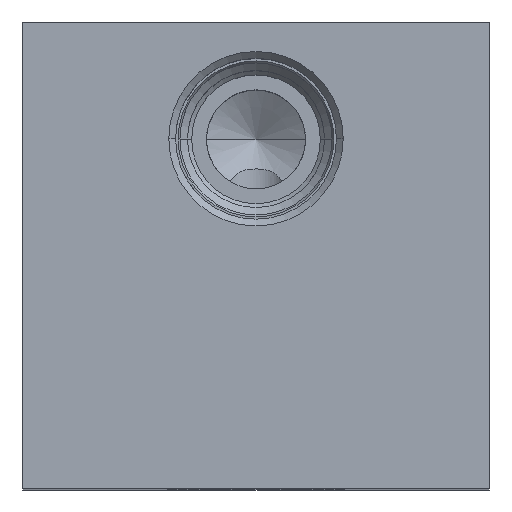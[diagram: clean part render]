
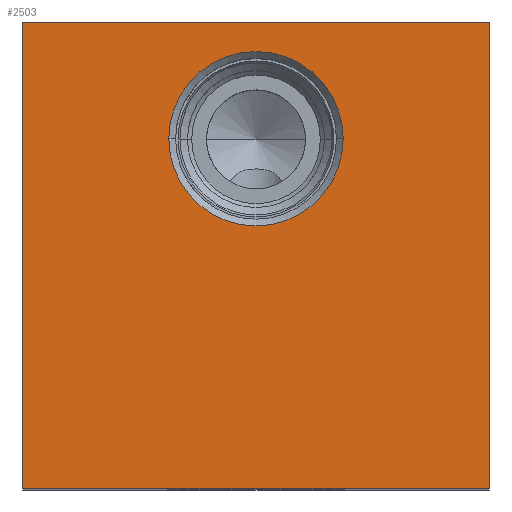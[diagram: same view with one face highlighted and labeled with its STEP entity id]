
A CAD part, top view. The second image highlights one B-rep face of the part: STEP entity #2503.
In plain terms, the highlighted planar face has unit normal (0, 0, 1).
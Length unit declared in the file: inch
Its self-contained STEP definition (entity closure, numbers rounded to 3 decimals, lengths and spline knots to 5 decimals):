
#113=DIRECTION('',(0.,-1.,0.));
#114=VECTOR('',#113,2.5);
#115=CARTESIAN_POINT('',(0.,0.,3.375));
#116=LINE('',#115,#114);
#117=DIRECTION('',(-1.,0.,0.));
#118=VECTOR('',#117,2.5);
#119=CARTESIAN_POINT('',(2.5,0.,3.375));
#120=LINE('',#119,#118);
#121=DIRECTION('',(0.,1.,0.));
#122=VECTOR('',#121,2.5);
#123=CARTESIAN_POINT('',(2.5,-2.5,3.375));
#124=LINE('',#123,#122);
#125=DIRECTION('',(1.,0.,0.));
#126=VECTOR('',#125,2.5);
#127=CARTESIAN_POINT('',(0.,-2.5,3.375));
#128=LINE('',#127,#126);
#129=CARTESIAN_POINT('',(1.25,-0.625,3.375));
#130=DIRECTION('',(0.,0.,-1.));
#131=DIRECTION('',(-1.,0.,0.));
#132=AXIS2_PLACEMENT_3D('',#129,#130,#131);
#134=CARTESIAN_POINT('',(1.25,-0.625,3.375));
#135=DIRECTION('',(0.,0.,-1.));
#136=DIRECTION('',(1.,0.,0.));
#137=AXIS2_PLACEMENT_3D('',#134,#135,#136);
#2057=CARTESIAN_POINT('',(0.,0.,3.375));
#2058=CARTESIAN_POINT('',(0.,-2.5,3.375));
#2059=VERTEX_POINT('',#2057);
#2060=VERTEX_POINT('',#2058);
#2061=CARTESIAN_POINT('',(2.5,-2.5,3.375));
#2062=VERTEX_POINT('',#2061);
#2063=CARTESIAN_POINT('',(2.5,0.,3.375));
#2064=VERTEX_POINT('',#2063);
#2101=CARTESIAN_POINT('',(1.717,-0.625,3.375));
#2102=VERTEX_POINT('',#2101);
#2111=CARTESIAN_POINT('',(0.783,-0.625,3.375));
#2112=VERTEX_POINT('',#2111);
#2486=CARTESIAN_POINT('',(0.,0.,3.375));
#2487=DIRECTION('',(0.,0.,1.));
#2488=DIRECTION('',(1.,0.,0.));
#2489=AXIS2_PLACEMENT_3D('',#2486,#2487,#2488);
#2490=PLANE('',#2489);
#2491=ORIENTED_EDGE('',*,*,#2396,.F.);
#2492=ORIENTED_EDGE('',*,*,#2423,.F.);
#2493=ORIENTED_EDGE('',*,*,#2449,.F.);
#2494=ORIENTED_EDGE('',*,*,#2468,.F.);
#2495=EDGE_LOOP('',(#2491,#2492,#2493,#2494));
#2496=FACE_OUTER_BOUND('',#2495,.F.);
#2498=ORIENTED_EDGE('',*,*,#2497,.F.);
#2500=ORIENTED_EDGE('',*,*,#2499,.F.);
#2501=EDGE_LOOP('',(#2498,#2500));
#2502=FACE_BOUND('',#2501,.F.);
#2503=ADVANCED_FACE('',(#2496,#2502),#2490,.T.);
#133=CIRCLE('',#132,0.467);
#138=CIRCLE('',#137,0.467);
#2396=EDGE_CURVE('',#2059,#2060,#116,.T.);
#2423=EDGE_CURVE('',#2064,#2059,#120,.T.);
#2449=EDGE_CURVE('',#2062,#2064,#124,.T.);
#2468=EDGE_CURVE('',#2060,#2062,#128,.T.);
#2497=EDGE_CURVE('',#2112,#2102,#133,.T.);
#2499=EDGE_CURVE('',#2102,#2112,#138,.T.);
